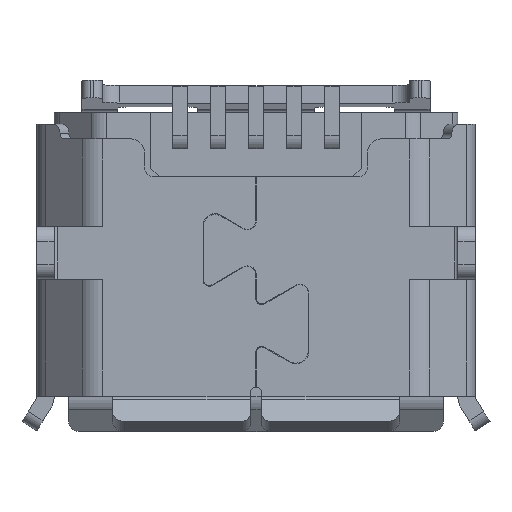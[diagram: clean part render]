
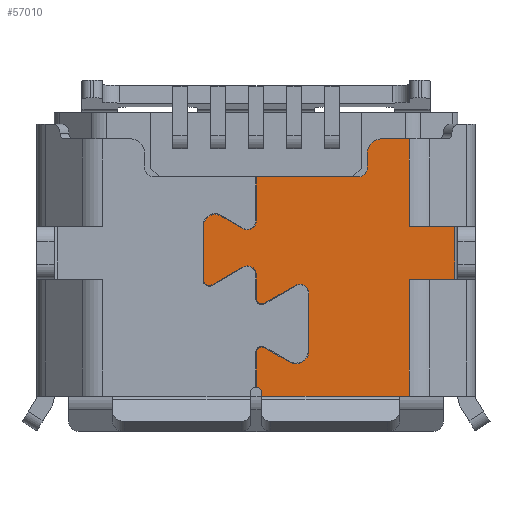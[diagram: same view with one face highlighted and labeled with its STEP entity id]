
A CAD part, top view. The second image highlights one B-rep face of the part: STEP entity #57010.
In plain terms, the highlighted planar face has unit normal (0, 0, 1).
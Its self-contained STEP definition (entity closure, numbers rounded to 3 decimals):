
#36620=CARTESIAN_POINT('',(0.005,0.25,1.225));
#36630=VERTEX_POINT('',#36620);
#36660=CARTESIAN_POINT('',(0.005,0.,1.225));
#36670=DIRECTION('',(0.,-1.,-0.));
#36680=VECTOR('',#36670,1.);
#36690=LINE('',#36660,#36680);
#36700=CARTESIAN_POINT('',(0.005,-0.5,1.225)
);
#36710=VERTEX_POINT('',#36700);
#36720=EDGE_CURVE('',#36630,#36710,#36690,.T.);
#49130=CARTESIAN_POINT('',(1.75,0.25,1.225));
#49140=VERTEX_POINT('',#49130);
#49170=CARTESIAN_POINT('',(0.,0.25,1.225));
#49180=DIRECTION('',(-1.,-0.,-0.));
#49190=VECTOR('',#49180,1.);
#49200=LINE('',#49170,#49190);
#49210=EDGE_CURVE('',#49140,#36630,#49200,.T.);
#49390=CARTESIAN_POINT('',(1.9,0.4,1.225));
#49400=VERTEX_POINT('',#49390);
#49430=CARTESIAN_POINT('',(1.75,0.4,1.225));
#49440=DIRECTION('',(0.,0.,-1.));
#49450=DIRECTION('',(-1.,0.,-0.));
#49460=AXIS2_PLACEMENT_3D('',#49430,#49440,#49450);
#49470=CIRCLE('',#49460,0.15);
#49480=EDGE_CURVE('',#49400,#49140,#49470,.T.);
#49640=CARTESIAN_POINT('',(1.9,0.65,1.225));
#49650=VERTEX_POINT('',#49640);
#49680=CARTESIAN_POINT('',(1.9,0.,1.225));
#49690=DIRECTION('',(0.,-1.,-0.));
#49700=VECTOR('',#49690,1.);
#49710=LINE('',#49680,#49700);
#49720=EDGE_CURVE('',#49650,#49400,#49710,.T.);
#49880=CARTESIAN_POINT('',(2.15,0.9,1.225));
#49890=VERTEX_POINT('',#49880);
#49920=CARTESIAN_POINT('',(2.15,0.65,1.225));
#49930=DIRECTION('',(0.,0.,1.));
#49940=DIRECTION('',(1.,0.,0.));
#49950=AXIS2_PLACEMENT_3D('',#49920,#49930,#49940);
#49960=CIRCLE('',#49950,0.25);
#49970=EDGE_CURVE('',#49890,#49650,#49960,.T.);
#50480=CARTESIAN_POINT('',(2.617,0.9,1.225));
#50490=VERTEX_POINT('',#50480);
#50520=CARTESIAN_POINT('',(0.,0.9,1.225));
#50530=DIRECTION('',(-1.,-0.,-0.));
#50540=VECTOR('',#50530,1.);
#50550=LINE('',#50520,#50540);
#50560=EDGE_CURVE('',#50490,#49890,#50550,.T.);
#53950=CARTESIAN_POINT('',(2.617,-3.5,1.225));
#53960=VERTEX_POINT('',#53950);
#54520=CARTESIAN_POINT('',(2.45,-3.5,1.225));
#54530=VERTEX_POINT('',#54520);
#54560=CARTESIAN_POINT('',(0.,-3.5,1.225));
#54570=DIRECTION('',(1.,0.,0.));
#54580=VECTOR('',#54570,1.);
#54590=LINE('',#54560,#54580);
#54600=EDGE_CURVE('',#54530,#53960,#54590,.T.);
#54700=CARTESIAN_POINT('',(2.617,-3.5,1.225));
#54710=DIRECTION('',(0.,1.,0.));
#54720=VECTOR('',#54710,1.);
#54730=LINE('',#54700,#54720);
#54740=CARTESIAN_POINT('',(2.617,-1.5,1.225));
#54750=VERTEX_POINT('',#54740);
#54760=EDGE_CURVE('',#53960,#54750,#54730,.T.);
#54970=CARTESIAN_POINT('',(3.486,-3.588,1.225));
#54980=DIRECTION('',(0.,0.,-1.));
#54990=DIRECTION('',(-1.,0.,-0.));
#55000=AXIS2_PLACEMENT_3D('',#54970,#54980,#54990);
#55010=PLANE('',#55000);
#55020=CARTESIAN_POINT('',(0.1,0.,1.225));
#55030=DIRECTION('',(0.,1.,0.));
#55040=VECTOR('',#55030,1.);
#55050=LINE('',#55020,#55040);
#55060=CARTESIAN_POINT('',(0.1,-3.5,1.225));
#55070=VERTEX_POINT('',#55060);
#55080=CARTESIAN_POINT('',(0.1,-3.445,1.225));
#55090=VERTEX_POINT('',#55080);
#55100=EDGE_CURVE('',#55070,#55090,#55050,.T.);
#55110=ORIENTED_EDGE('',*,*,#55100,.F.);
#55120=CARTESIAN_POINT('',(0.005,-3.445,1.225));
#55130=DIRECTION('',(0.,0.,-1.));
#55140=DIRECTION('',(-1.,0.,-0.));
#55150=AXIS2_PLACEMENT_3D('',#55120,#55130,#55140);
#55160=CIRCLE('',#55150,0.095);
#55170=CARTESIAN_POINT('',(0.005,-3.35,1.225));
#55180=VERTEX_POINT('',#55170);
#55190=EDGE_CURVE('',#55180,#55090,#55160,.T.);
#55200=ORIENTED_EDGE('',*,*,#55190,.T.);
#55210=CARTESIAN_POINT('',(0.005,0.,1.225));
#55220=DIRECTION('',(0.,1.,0.));
#55230=VECTOR('',#55220,1.);
#55240=LINE('',#55210,#55230);
#55250=CARTESIAN_POINT('',(0.005,-2.754,1.225));
#55260=VERTEX_POINT('',#55250);
#55270=EDGE_CURVE('',#55180,#55260,#55240,.T.);
#55280=ORIENTED_EDGE('',*,*,#55270,.F.);
#55290=CARTESIAN_POINT('',(0.1,-2.754,1.225));
#55300=DIRECTION('',(0.,0.,1.));
#55310=DIRECTION('',(1.,0.,0.));
#55320=AXIS2_PLACEMENT_3D('',#55290,#55300,#55310);
#55330=CIRCLE('',#55320,0.095);
#55340=CARTESIAN_POINT('',(0.147,-2.671,1.225));
#55350=VERTEX_POINT('',#55340);
#55360=EDGE_CURVE('',#55350,#55260,#55330,.T.);
#55370=ORIENTED_EDGE('',*,*,#55360,.T.);
#55380=CARTESIAN_POINT('',(0.,-2.586,1.225));
#55390=DIRECTION('',(-0.866,0.5,0.));
#55400=VECTOR('',#55390,1.);
#55410=LINE('',#55380,#55400);
#55420=CARTESIAN_POINT('',(0.568,-2.914,1.225));
#55430=VERTEX_POINT('',#55420);
#55440=EDGE_CURVE('',#55430,#55350,#55410,.T.);
#55450=ORIENTED_EDGE('',*,*,#55440,.T.);
#55460=CARTESIAN_POINT('',(0.68,-2.719,1.225));
#55470=DIRECTION('',(-0.,-0.,-1.));
#55480=DIRECTION('',(1.,0.,0.));
#55490=AXIS2_PLACEMENT_3D('',#55460,#55470,#55480);
#55500=CIRCLE('',#55490,0.225);
#55510=CARTESIAN_POINT('',(0.905,-2.719,1.225));
#55520=VERTEX_POINT('',#55510);
#55530=EDGE_CURVE('',#55520,#55430,#55500,.T.);
#55540=ORIENTED_EDGE('',*,*,#55530,.T.);
#55550=CARTESIAN_POINT('',(0.905,0.,1.225));
#55560=DIRECTION('',(-0.,-1.,-0.));
#55570=VECTOR('',#55560,1.);
#55580=LINE('',#55550,#55570);
#55590=CARTESIAN_POINT('',(0.905,-1.74,1.225));
#55600=VERTEX_POINT('',#55590);
#55610=EDGE_CURVE('',#55600,#55520,#55580,.T.);
#55620=ORIENTED_EDGE('',*,*,#55610,.T.);
#55630=CARTESIAN_POINT('',(0.75,-1.74,1.225));
#55640=DIRECTION('',(-0.,-0.,-1.));
#55650=DIRECTION('',(1.,0.,0.));
#55660=AXIS2_PLACEMENT_3D('',#55630,#55640,#55650);
#55670=CIRCLE('',#55660,0.155);
#55680=CARTESIAN_POINT('',(0.672,-1.606,1.225));
#55690=VERTEX_POINT('',#55680);
#55700=EDGE_CURVE('',#55690,#55600,#55670,.T.);
#55710=ORIENTED_EDGE('',*,*,#55700,.T.);
#55720=CARTESIAN_POINT('',(0.,-1.994,1.225));
#55730=DIRECTION('',(0.866,0.5,-0.));
#55740=VECTOR('',#55730,1.);
#55750=LINE('',#55720,#55740);
#55760=CARTESIAN_POINT('',(0.148,-1.909,1.225));
#55770=VERTEX_POINT('',#55760);
#55780=EDGE_CURVE('',#55770,#55690,#55750,.T.);
#55790=ORIENTED_EDGE('',*,*,#55780,.T.);
#55800=CARTESIAN_POINT('',(0.1,-1.827,1.225));
#55810=DIRECTION('',(0.,0.,1.));
#55820=DIRECTION('',(1.,0.,0.));
#55830=AXIS2_PLACEMENT_3D('',#55800,#55810,#55820);
#55840=CIRCLE('',#55830,0.095);
#55850=CARTESIAN_POINT('',(0.005,-1.827,1.225));
#55860=VERTEX_POINT('',#55850);
#55870=EDGE_CURVE('',#55860,#55770,#55840,.T.);
#55880=ORIENTED_EDGE('',*,*,#55870,.T.);
#55890=CARTESIAN_POINT('',(0.005,0.,1.225));
#55900=DIRECTION('',(-0.,-1.,-0.));
#55910=VECTOR('',#55900,1.);
#55920=LINE('',#55890,#55910);
#55930=CARTESIAN_POINT('',(0.005,-1.427,1.225));
#55940=VERTEX_POINT('',#55930);
#55950=EDGE_CURVE('',#55940,#55860,#55920,.T.);
#55960=ORIENTED_EDGE('',*,*,#55950,.T.);
#55970=CARTESIAN_POINT('',(-0.15,-1.427,1.225));
#55980=DIRECTION('',(-0.,-0.,-1.));
#55990=DIRECTION('',(1.,0.,0.));
#56000=AXIS2_PLACEMENT_3D('',#55970,#55980,#55990);
#56010=CIRCLE('',#56000,0.155);
#56020=CARTESIAN_POINT('',(-0.228,-1.293,1.225));
#56030=VERTEX_POINT('',#56020);
#56040=EDGE_CURVE('',#56030,#55940,#56010,.T.);
#56050=ORIENTED_EDGE('',*,*,#56040,.T.);
#56060=CARTESIAN_POINT('',(0.,-1.161,1.225));
#56070=DIRECTION('',(0.866,0.5,-0.));
#56080=VECTOR('',#56070,1.);
#56090=LINE('',#56060,#56080);
#56100=CARTESIAN_POINT('',(-0.752,-1.596,1.225));
#56110=VERTEX_POINT('',#56100);
#56120=EDGE_CURVE('',#56110,#56030,#56090,.T.);
#56130=ORIENTED_EDGE('',*,*,#56120,.T.);
#56140=CARTESIAN_POINT('',(-0.8,-1.513,1.225));
#56150=DIRECTION('',(0.,0.,1.));
#56160=DIRECTION('',(1.,0.,0.));
#56170=AXIS2_PLACEMENT_3D('',#56140,#56150,#56160);
#56180=CIRCLE('',#56170,0.095);
#56190=CARTESIAN_POINT('',(-0.895,-1.513,1.225));
#56200=VERTEX_POINT('',#56190);
#56210=EDGE_CURVE('',#56200,#56110,#56180,.T.);
#56220=ORIENTED_EDGE('',*,*,#56210,.T.);
#56230=CARTESIAN_POINT('',(-0.895,0.,1.225));
#56240=DIRECTION('',(-0.,-1.,-0.));
#56250=VECTOR('',#56240,1.);
#56260=LINE('',#56230,#56250);
#56270=CARTESIAN_POINT('',(-0.895,-0.587,1.225));
#56280=VERTEX_POINT('',#56270);
#56290=EDGE_CURVE('',#56280,#56200,#56260,.T.);
#56300=ORIENTED_EDGE('',*,*,#56290,.T.);
#56310=CARTESIAN_POINT('',(-0.7,-0.587,1.225));
#56320=DIRECTION('',(0.,0.,1.));
#56330=DIRECTION('',(1.,0.,0.));
#56340=AXIS2_PLACEMENT_3D('',#56310,#56320,#56330);
#56350=CIRCLE('',#56340,0.195);
#56360=CARTESIAN_POINT('',(-0.603,-0.418,1.225));
#56370=VERTEX_POINT('',#56360);
#56380=EDGE_CURVE('',#56370,#56280,#56350,.T.);
#56390=ORIENTED_EDGE('',*,*,#56380,.T.);
#56400=CARTESIAN_POINT('',(0.,-0.766,1.225));
#56410=DIRECTION('',(-0.866,0.5,0.));
#56420=VECTOR('',#56410,1.);
#56430=LINE('',#56400,#56420);
#56440=CARTESIAN_POINT('',(-0.227,-0.634,1.225));
#56450=VERTEX_POINT('',#56440);
#56460=EDGE_CURVE('',#56450,#56370,#56430,.T.);
#56470=ORIENTED_EDGE('',*,*,#56460,.T.);
#56480=CARTESIAN_POINT('',(-0.15,-0.5,1.225));
#56490=DIRECTION('',(-0.,-0.,-1.));
#56500=DIRECTION('',(1.,0.,0.));
#56510=AXIS2_PLACEMENT_3D('',#56480,#56490,#56500);
#56520=CIRCLE('',#56510,0.155);
#56530=EDGE_CURVE('',#36710,#56450,#56520,.T.);
#56540=ORIENTED_EDGE('',*,*,#56530,.T.);
#56550=ORIENTED_EDGE('',*,*,#36720,.T.);
#56560=ORIENTED_EDGE('',*,*,#49210,.T.);
#56570=ORIENTED_EDGE('',*,*,#49480,.T.);
#56580=ORIENTED_EDGE('',*,*,#49720,.T.);
#56590=ORIENTED_EDGE('',*,*,#49970,.T.);
#56600=ORIENTED_EDGE('',*,*,#50560,.T.);
#56610=CARTESIAN_POINT('',(2.617,-0.6,1.225));
#56620=DIRECTION('',(0.,1.,0.));
#56630=VECTOR('',#56620,1.);
#56640=LINE('',#56610,#56630);
#56650=CARTESIAN_POINT('',(2.617,-0.6,1.225));
#56660=VERTEX_POINT('',#56650);
#56670=EDGE_CURVE('',#56660,#50490,#56640,.T.);
#56680=ORIENTED_EDGE('',*,*,#56670,.T.);
#56690=CARTESIAN_POINT('',(0.,-0.6,1.225));
#56700=DIRECTION('',(-1.,-0.,0.));
#56710=VECTOR('',#56700,1.);
#56720=LINE('',#56690,#56710);
#56730=CARTESIAN_POINT('',(3.4,-0.6,1.225));
#56740=VERTEX_POINT('',#56730);
#56750=EDGE_CURVE('',#56740,#56660,#56720,.T.);
#56760=ORIENTED_EDGE('',*,*,#56750,.T.);
#56770=CARTESIAN_POINT('',(3.4,-1.5,1.225));
#56780=DIRECTION('',(0.,1.,0.));
#56790=VECTOR('',#56780,1.);
#56800=LINE('',#56770,#56790);
#56810=CARTESIAN_POINT('',(3.4,-1.5,1.225));
#56820=VERTEX_POINT('',#56810);
#56830=EDGE_CURVE('',#56820,#56740,#56800,.T.);
#56840=ORIENTED_EDGE('',*,*,#56830,.T.);
#56850=CARTESIAN_POINT('',(0.,-1.5,1.225));
#56860=DIRECTION('',(1.,0.,-0.));
#56870=VECTOR('',#56860,1.);
#56880=LINE('',#56850,#56870);
#56890=EDGE_CURVE('',#54750,#56820,#56880,.T.);
#56900=ORIENTED_EDGE('',*,*,#56890,.T.);
#56910=ORIENTED_EDGE('',*,*,#54760,.T.);
#56920=ORIENTED_EDGE('',*,*,#54600,.T.);
#56930=CARTESIAN_POINT('',(0.1,-3.5,1.225));
#56940=DIRECTION('',(1.,0.,0.));
#56950=VECTOR('',#56940,1.);
#56960=LINE('',#56930,#56950);
#56970=EDGE_CURVE('',#55070,#54530,#56960,.T.);
#56980=ORIENTED_EDGE('',*,*,#56970,.T.);
#56990=EDGE_LOOP('',(#56980,#56920,#56910,#56900,#56840,#56760,#56680,
#56600,#56590,#56580,#56570,#56560,#56550,#56540,#56470,#56390,#56300,
#56220,#56130,#56050,#55960,#55880,#55790,#55710,#55620,#55540,#55450,
#55370,#55280,#55200,#55110));
#57000=FACE_OUTER_BOUND('',#56990,.T.);
#57010=ADVANCED_FACE('',(#57000),#55010,.F.);
